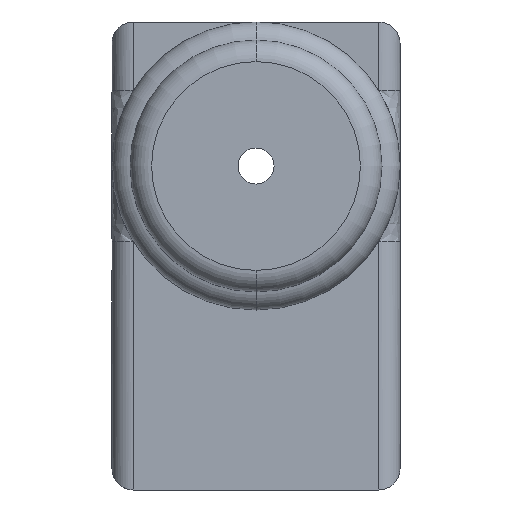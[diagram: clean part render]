
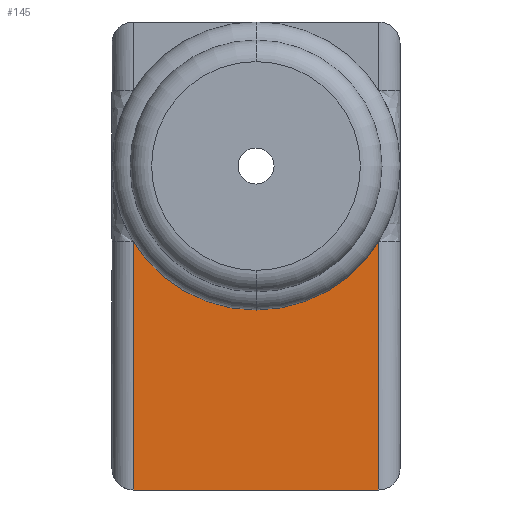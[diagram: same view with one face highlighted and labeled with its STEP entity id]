
A CAD part, front view. The second image highlights one B-rep face of the part: STEP entity #145.
In plain terms, the highlighted planar face has unit normal (0, -1, 0).
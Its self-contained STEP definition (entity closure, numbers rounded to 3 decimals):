
#99 = LINE ( 'NONE', #734, #1528 ) ;
#145 = ADVANCED_FACE ( 'NONE', ( #810 ), #1656, .F. ) ;
#199 = CARTESIAN_POINT ( 'NONE',  ( 0., 11., 0. ) ) ;
#243 = DIRECTION ( 'NONE',  ( 0., 1., 0. ) ) ;
#244 = CARTESIAN_POINT ( 'NONE',  ( -17., 11., -10.536 ) ) ;
#269 = ORIENTED_EDGE ( 'NONE', *, *, #1094, .T. ) ;
#403 = AXIS2_PLACEMENT_3D ( 'NONE', #199, #435, #670 ) ;
#419 = DIRECTION ( 'NONE',  ( 0., 0., 1. ) ) ;
#433 = DIRECTION ( 'NONE',  ( -1., 0., 0. ) ) ;
#435 = DIRECTION ( 'NONE',  ( 0., 1., 0. ) ) ;
#467 = ORIENTED_EDGE ( 'NONE', *, *, #1321, .T. ) ;
#529 = DIRECTION ( 'NONE',  ( 0., 0., 1. ) ) ;
#564 = VERTEX_POINT ( 'NONE', #2315 ) ;
#604 = CARTESIAN_POINT ( 'NONE',  ( 0., 11., -20. ) ) ;
#629 = EDGE_CURVE ( 'NONE', #2621, #1582, #2468, .T. ) ;
#638 = CARTESIAN_POINT ( 'NONE',  ( -17., 11., 0. ) ) ;
#670 = DIRECTION ( 'NONE',  ( 0., 0., 1. ) ) ;
#692 = VERTEX_POINT ( 'NONE', #244 ) ;
#734 = CARTESIAN_POINT ( 'NONE',  ( 17., 11., 0. ) ) ;
#810 = FACE_OUTER_BOUND ( 'NONE', #2548, .T. ) ;
#949 = ORIENTED_EDGE ( 'NONE', *, *, #2529, .T. ) ;
#1066 = CARTESIAN_POINT ( 'NONE',  ( 20., 11., -45. ) ) ;
#1094 = EDGE_CURVE ( 'NONE', #692, #1673, #1474, .T. ) ;
#1125 = EDGE_CURVE ( 'NONE', #564, #1673, #2500, .T. ) ;
#1320 = VECTOR ( 'NONE', #433, 1000. ) ;
#1321 = EDGE_CURVE ( 'NONE', #1582, #692, #1936, .T. ) ;
#1326 = CARTESIAN_POINT ( 'NONE',  ( -17., 11., -45. ) ) ;
#1455 = VECTOR ( 'NONE', #2334, 1000. ) ;
#1474 = LINE ( 'NONE', #638, #1455 ) ;
#1476 = DIRECTION ( 'NONE',  ( 0., 1., 0. ) ) ;
#1528 = VECTOR ( 'NONE', #529, 1000. ) ;
#1537 = CARTESIAN_POINT ( 'NONE',  ( 0., 11., 0. ) ) ;
#1582 = VERTEX_POINT ( 'NONE', #604 ) ;
#1656 = PLANE ( 'NONE',  #403 ) ;
#1673 = VERTEX_POINT ( 'NONE', #1326 ) ;
#1755 = CARTESIAN_POINT ( 'NONE',  ( 0., 11., 0. ) ) ;
#1766 = CARTESIAN_POINT ( 'NONE',  ( 17., 11., -10.536 ) ) ;
#1936 = CIRCLE ( 'NONE', #2343, 20. ) ;
#1998 = ORIENTED_EDGE ( 'NONE', *, *, #1125, .F. ) ;
#2151 = AXIS2_PLACEMENT_3D ( 'NONE', #1755, #1476, #419 ) ;
#2315 = CARTESIAN_POINT ( 'NONE',  ( 17., 11., -45. ) ) ;
#2334 = DIRECTION ( 'NONE',  ( 0., 0., -1. ) ) ;
#2343 = AXIS2_PLACEMENT_3D ( 'NONE', #1537, #243, #2406 ) ;
#2406 = DIRECTION ( 'NONE',  ( 0., 0., 1. ) ) ;
#2468 = CIRCLE ( 'NONE', #2151, 20. ) ;
#2500 = LINE ( 'NONE', #1066, #1320 ) ;
#2529 = EDGE_CURVE ( 'NONE', #564, #2621, #99, .T. ) ;
#2548 = EDGE_LOOP ( 'NONE', ( #1998, #949, #2575, #467, #269 ) ) ;
#2575 = ORIENTED_EDGE ( 'NONE', *, *, #629, .T. ) ;
#2621 = VERTEX_POINT ( 'NONE', #1766 ) ;
